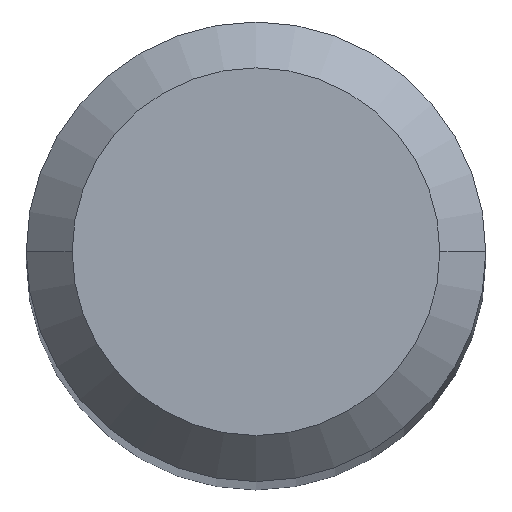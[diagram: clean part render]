
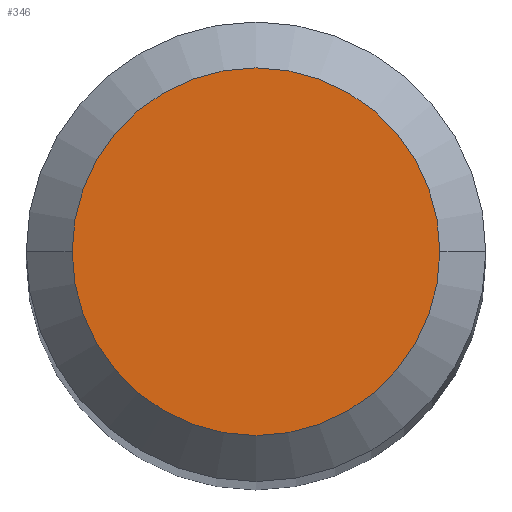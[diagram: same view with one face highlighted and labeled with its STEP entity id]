
A CAD part, top view. The second image highlights one B-rep face of the part: STEP entity #346.
In plain terms, the highlighted planar face has unit normal (0, 0, 1).
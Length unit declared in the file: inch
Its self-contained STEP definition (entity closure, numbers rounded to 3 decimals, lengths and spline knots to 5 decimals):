
#39 = AXIS2_PLACEMENT_3D ( 'NONE', #481, #179, #374 ) ;
#65 = CIRCLE ( 'NONE', #390, 0.04724 ) ;
#68 = ORIENTED_EDGE ( 'NONE', *, *, #81, .T. ) ;
#81 = EDGE_CURVE ( 'NONE', #451, #425, #337, .T. ) ;
#90 = EDGE_LOOP ( 'NONE', ( #131, #68 ) ) ;
#95 = PLANE ( 'NONE',  #39 ) ;
#121 = CARTESIAN_POINT ( 'NONE',  ( 0.04724, 0., 0. ) ) ;
#131 = ORIENTED_EDGE ( 'NONE', *, *, #469, .T. ) ;
#134 = FACE_OUTER_BOUND ( 'NONE', #90, .T. ) ;
#171 = CARTESIAN_POINT ( 'NONE',  ( 0., 0., 0. ) ) ;
#179 = DIRECTION ( 'NONE',  ( 0., 0., -1. ) ) ;
#197 = DIRECTION ( 'NONE',  ( 0., 0., 1. ) ) ;
#274 = CARTESIAN_POINT ( 'NONE',  ( 0., 0., 0. ) ) ;
#309 = DIRECTION ( 'NONE',  ( 1., 0., 0. ) ) ;
#320 = AXIS2_PLACEMENT_3D ( 'NONE', #171, #373, #330 ) ;
#330 = DIRECTION ( 'NONE',  ( 1., 0., 0. ) ) ;
#337 = CIRCLE ( 'NONE', #320, 0.04724 ) ;
#346 = ADVANCED_FACE ( 'NONE', ( #134 ), #95, .F. ) ;
#373 = DIRECTION ( 'NONE',  ( 0., 0., 1. ) ) ;
#374 = DIRECTION ( 'NONE',  ( -1., 0., 0. ) ) ;
#377 = CARTESIAN_POINT ( 'NONE',  ( -0.04724, 0., 0. ) ) ;
#390 = AXIS2_PLACEMENT_3D ( 'NONE', #274, #197, #309 ) ;
#425 = VERTEX_POINT ( 'NONE', #377 ) ;
#451 = VERTEX_POINT ( 'NONE', #121 ) ;
#469 = EDGE_CURVE ( 'NONE', #425, #451, #65, .T. ) ;
#481 = CARTESIAN_POINT ( 'NONE',  ( 0., 0., 0. ) ) ;
